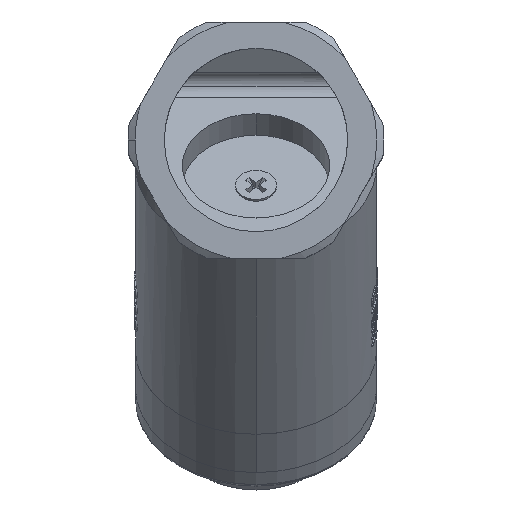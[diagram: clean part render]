
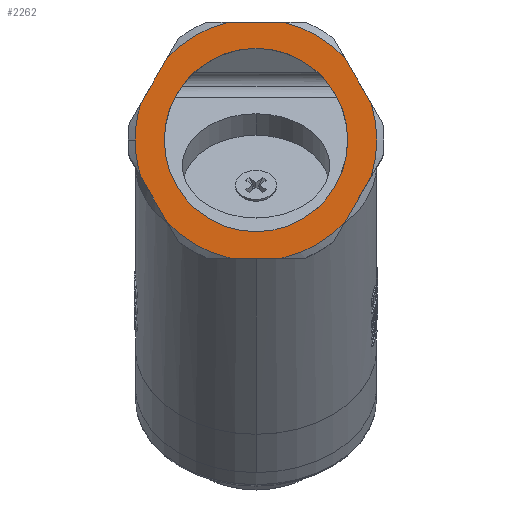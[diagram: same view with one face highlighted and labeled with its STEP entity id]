
A CAD part, top view. The second image highlights one B-rep face of the part: STEP entity #2262.
In plain terms, the highlighted planar face has unit normal (0, 0, 1).
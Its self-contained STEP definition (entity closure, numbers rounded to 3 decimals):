
#37 = EDGE_CURVE ( 'NONE', #1159, #9827, #17615, .T. ) ;
#126 = LINE ( 'NONE', #1892, #4411 ) ;
#224 = EDGE_CURVE ( 'NONE', #6799, #1700, #14308, .T. ) ;
#321 = AXIS2_PLACEMENT_3D ( 'NONE', #16071, #6429, #17656 ) ;
#411 = CARTESIAN_POINT ( 'NONE',  ( -18.151, 16.561, 53. ) ) ;
#968 = DIRECTION ( 'NONE',  ( -0.5, 0.866, 0. ) ) ;
#1009 = EDGE_CURVE ( 'NONE', #3151, #6799, #1397, .T. ) ;
#1113 = DIRECTION ( 'NONE',  ( -1., 0., 0. ) ) ;
#1159 = VERTEX_POINT ( 'NONE', #5040 ) ;
#1397 = LINE ( 'NONE', #1959, #13816 ) ;
#1587 = CARTESIAN_POINT ( 'NONE',  ( -24.571, 0., 53. ) ) ;
#1700 = VERTEX_POINT ( 'NONE', #19806 ) ;
#1825 = EDGE_CURVE ( 'NONE', #18171, #18668, #8566, .T. ) ;
#1846 = DIRECTION ( 'NONE',  ( -1., 0., 0. ) ) ;
#1878 = AXIS2_PLACEMENT_3D ( 'NONE', #2721, #12465, #1113 ) ;
#1892 = CARTESIAN_POINT ( 'NONE',  ( 13.856, -24., 53. ) ) ;
#1959 = CARTESIAN_POINT ( 'NONE',  ( -27.713, 0., 53. ) ) ;
#2240 = VERTEX_POINT ( 'NONE', #20109 ) ;
#2262 = ADVANCED_FACE ( 'NONE', ( #3494, #19616 ), #7478, .F. ) ;
#2306 = CARTESIAN_POINT ( 'NONE',  ( 0., 0., 53. ) ) ;
#2721 = CARTESIAN_POINT ( 'NONE',  ( 0., 0., 53. ) ) ;
#2764 = DIRECTION ( 'NONE',  ( -1., 0., 0. ) ) ;
#2781 = CIRCLE ( 'NONE', #1878, 24.571 ) ;
#3151 = VERTEX_POINT ( 'NONE', #7034 ) ;
#3357 = VERTEX_POINT ( 'NONE', #16989 ) ;
#3359 = EDGE_LOOP ( 'NONE', ( #18294, #15023 ) ) ;
#3398 = DIRECTION ( 'NONE',  ( 0., 0., 1. ) ) ;
#3494 = FACE_OUTER_BOUND ( 'NONE', #4413, .T. ) ;
#3682 = ORIENTED_EDGE ( 'NONE', *, *, #224, .T. ) ;
#3704 = ORIENTED_EDGE ( 'NONE', *, *, #5095, .T. ) ;
#3810 = DIRECTION ( 'NONE',  ( 0., 0., 1. ) ) ;
#4117 = DIRECTION ( 'NONE',  ( 0., 0., -1. ) ) ;
#4262 = VECTOR ( 'NONE', #20607, 1000. ) ;
#4411 = VECTOR ( 'NONE', #13262, 1000. ) ;
#4413 = EDGE_LOOP ( 'NONE', ( #11212, #4911, #5333, #17036, #3682, #3704, #9193, #20858, #15049, #6629, #8638, #16052, #15344 ) ) ;
#4610 = AXIS2_PLACEMENT_3D ( 'NONE', #5675, #11217, #7890 ) ;
#4768 = AXIS2_PLACEMENT_3D ( 'NONE', #12431, #7614, #15206 ) ;
#4770 = VECTOR ( 'NONE', #16950, 1000. ) ;
#4911 = ORIENTED_EDGE ( 'NONE', *, *, #16820, .T. ) ;
#5040 = CARTESIAN_POINT ( 'NONE',  ( 5.267, 24., 53. ) ) ;
#5095 = EDGE_CURVE ( 'NONE', #1700, #7324, #7932, .T. ) ;
#5163 = DIRECTION ( 'NONE',  ( 0., 0., 1. ) ) ;
#5200 = CARTESIAN_POINT ( 'NONE',  ( 0., 0., 53. ) ) ;
#5333 = ORIENTED_EDGE ( 'NONE', *, *, #8848, .T. ) ;
#5405 = AXIS2_PLACEMENT_3D ( 'NONE', #5788, #4117, #13834 ) ;
#5480 = CARTESIAN_POINT ( 'NONE',  ( -13.856, 24., 53. ) ) ;
#5675 = CARTESIAN_POINT ( 'NONE',  ( 0., 0., 53. ) ) ;
#5788 = CARTESIAN_POINT ( 'NONE',  ( -29., 26.157, 53. ) ) ;
#6260 = CIRCLE ( 'NONE', #4610, 18.65 ) ;
#6273 = CARTESIAN_POINT ( 'NONE',  ( -5.267, 24., 53. ) ) ;
#6429 = DIRECTION ( 'NONE',  ( 0., 0., 1. ) ) ;
#6629 = ORIENTED_EDGE ( 'NONE', *, *, #8127, .T. ) ;
#6799 = VERTEX_POINT ( 'NONE', #13460 ) ;
#6902 = CARTESIAN_POINT ( 'NONE',  ( -18.65, 0., 53. ) ) ;
#6970 = VERTEX_POINT ( 'NONE', #15819 ) ;
#7034 = CARTESIAN_POINT ( 'NONE',  ( -23.418, -7.439, 53. ) ) ;
#7214 = CARTESIAN_POINT ( 'NONE',  ( 18.151, -16.561, 53. ) ) ;
#7324 = VERTEX_POINT ( 'NONE', #15983 ) ;
#7478 = PLANE ( 'NONE',  #5405 ) ;
#7614 = DIRECTION ( 'NONE',  ( 0., 0., 1. ) ) ;
#7851 = CARTESIAN_POINT ( 'NONE',  ( 13.856, 24., 53. ) ) ;
#7890 = DIRECTION ( 'NONE',  ( -1., 0., 0. ) ) ;
#7932 = LINE ( 'NONE', #12749, #19696 ) ;
#8127 = EDGE_CURVE ( 'NONE', #6970, #2240, #15831, .T. ) ;
#8143 = DIRECTION ( 'NONE',  ( 1., 0., 0. ) ) ;
#8332 = AXIS2_PLACEMENT_3D ( 'NONE', #14509, #3810, #12684 ) ;
#8566 = CIRCLE ( 'NONE', #8332, 18.65 ) ;
#8638 = ORIENTED_EDGE ( 'NONE', *, *, #11621, .T. ) ;
#8848 = EDGE_CURVE ( 'NONE', #11979, #3151, #15295, .T. ) ;
#9193 = ORIENTED_EDGE ( 'NONE', *, *, #11636, .T. ) ;
#9827 = VERTEX_POINT ( 'NONE', #6273 ) ;
#10003 = DIRECTION ( 'NONE',  ( 0.5, -0.866, 0. ) ) ;
#10084 = AXIS2_PLACEMENT_3D ( 'NONE', #5200, #13621, #1846 ) ;
#10777 = VERTEX_POINT ( 'NONE', #7214 ) ;
#10847 = EDGE_CURVE ( 'NONE', #10777, #18892, #126, .T. ) ;
#10918 = EDGE_CURVE ( 'NONE', #18892, #6970, #17057, .T. ) ;
#11212 = ORIENTED_EDGE ( 'NONE', *, *, #11465, .T. ) ;
#11217 = DIRECTION ( 'NONE',  ( 0., 0., 1. ) ) ;
#11465 = EDGE_CURVE ( 'NONE', #12048, #3357, #20924, .T. ) ;
#11540 = CARTESIAN_POINT ( 'NONE',  ( 18.65, 0., 53. ) ) ;
#11621 = EDGE_CURVE ( 'NONE', #2240, #1159, #18980, .T. ) ;
#11636 = EDGE_CURVE ( 'NONE', #7324, #10777, #11747, .T. ) ;
#11747 = CIRCLE ( 'NONE', #10084, 24.571 ) ;
#11979 = VERTEX_POINT ( 'NONE', #1587 ) ;
#12048 = VERTEX_POINT ( 'NONE', #411 ) ;
#12431 = CARTESIAN_POINT ( 'NONE',  ( 0., 0., 53. ) ) ;
#12465 = DIRECTION ( 'NONE',  ( 0., 0., 1. ) ) ;
#12684 = DIRECTION ( 'NONE',  ( -1., 0., 0. ) ) ;
#12749 = CARTESIAN_POINT ( 'NONE',  ( -13.856, -24., 53. ) ) ;
#12813 = EDGE_CURVE ( 'NONE', #18668, #18171, #6260, .T. ) ;
#13127 = DIRECTION ( 'NONE',  ( -1., 0., 0. ) ) ;
#13256 = DIRECTION ( 'NONE',  ( -1., 0., 0. ) ) ;
#13262 = DIRECTION ( 'NONE',  ( 0.5, 0.866, 0. ) ) ;
#13460 = CARTESIAN_POINT ( 'NONE',  ( -18.151, -16.561, 53. ) ) ;
#13621 = DIRECTION ( 'NONE',  ( 0., 0., 1. ) ) ;
#13738 = DIRECTION ( 'NONE',  ( 0., 0., 1. ) ) ;
#13816 = VECTOR ( 'NONE', #10003, 1000. ) ;
#13834 = DIRECTION ( 'NONE',  ( -1., 0., 0. ) ) ;
#14212 = CARTESIAN_POINT ( 'NONE',  ( 23.418, -7.439, 53. ) ) ;
#14308 = CIRCLE ( 'NONE', #17043, 24.571 ) ;
#14509 = CARTESIAN_POINT ( 'NONE',  ( 0., 0., 53. ) ) ;
#14568 = CIRCLE ( 'NONE', #321, 24.571 ) ;
#14723 = CARTESIAN_POINT ( 'NONE',  ( 0., 0., 53. ) ) ;
#14850 = CARTESIAN_POINT ( 'NONE',  ( 0., 0., 53. ) ) ;
#15023 = ORIENTED_EDGE ( 'NONE', *, *, #1825, .F. ) ;
#15049 = ORIENTED_EDGE ( 'NONE', *, *, #10918, .T. ) ;
#15206 = DIRECTION ( 'NONE',  ( -1., 0., 0. ) ) ;
#15295 = CIRCLE ( 'NONE', #17030, 24.571 ) ;
#15344 = ORIENTED_EDGE ( 'NONE', *, *, #19423, .T. ) ;
#15819 = CARTESIAN_POINT ( 'NONE',  ( 23.418, 7.439, 53. ) ) ;
#15831 = LINE ( 'NONE', #19395, #19298 ) ;
#15983 = CARTESIAN_POINT ( 'NONE',  ( 5.267, -24., 53. ) ) ;
#16052 = ORIENTED_EDGE ( 'NONE', *, *, #37, .T. ) ;
#16071 = CARTESIAN_POINT ( 'NONE',  ( 0., 0., 53. ) ) ;
#16504 = AXIS2_PLACEMENT_3D ( 'NONE', #14723, #3398, #13127 ) ;
#16820 = EDGE_CURVE ( 'NONE', #3357, #11979, #2781, .T. ) ;
#16950 = DIRECTION ( 'NONE',  ( -1., 0., 0. ) ) ;
#16989 = CARTESIAN_POINT ( 'NONE',  ( -23.418, 7.439, 53. ) ) ;
#17030 = AXIS2_PLACEMENT_3D ( 'NONE', #14850, #5163, #13256 ) ;
#17036 = ORIENTED_EDGE ( 'NONE', *, *, #1009, .T. ) ;
#17043 = AXIS2_PLACEMENT_3D ( 'NONE', #2306, #13738, #2764 ) ;
#17057 = CIRCLE ( 'NONE', #16504, 24.571 ) ;
#17615 = LINE ( 'NONE', #7851, #4770 ) ;
#17656 = DIRECTION ( 'NONE',  ( -1., 0., 0. ) ) ;
#18171 = VERTEX_POINT ( 'NONE', #6902 ) ;
#18294 = ORIENTED_EDGE ( 'NONE', *, *, #12813, .F. ) ;
#18668 = VERTEX_POINT ( 'NONE', #11540 ) ;
#18892 = VERTEX_POINT ( 'NONE', #14212 ) ;
#18980 = CIRCLE ( 'NONE', #4768, 24.571 ) ;
#19298 = VECTOR ( 'NONE', #968, 1000. ) ;
#19395 = CARTESIAN_POINT ( 'NONE',  ( 27.713, 0., 53. ) ) ;
#19423 = EDGE_CURVE ( 'NONE', #9827, #12048, #14568, .T. ) ;
#19616 = FACE_BOUND ( 'NONE', #3359, .T. ) ;
#19696 = VECTOR ( 'NONE', #8143, 1000. ) ;
#19806 = CARTESIAN_POINT ( 'NONE',  ( -5.267, -24., 53. ) ) ;
#20109 = CARTESIAN_POINT ( 'NONE',  ( 18.151, 16.561, 53. ) ) ;
#20607 = DIRECTION ( 'NONE',  ( -0.5, -0.866, 0. ) ) ;
#20858 = ORIENTED_EDGE ( 'NONE', *, *, #10847, .T. ) ;
#20924 = LINE ( 'NONE', #5480, #4262 ) ;
